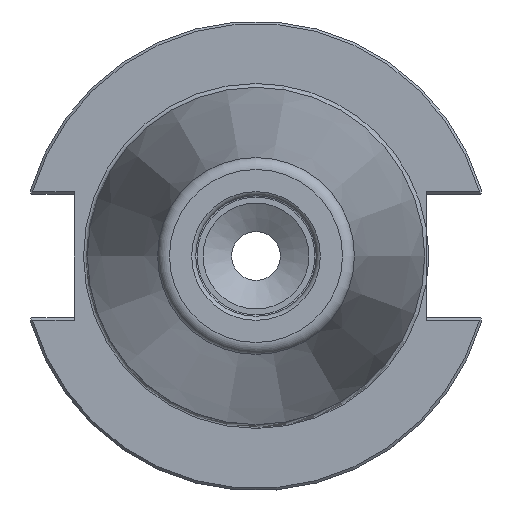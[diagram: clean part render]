
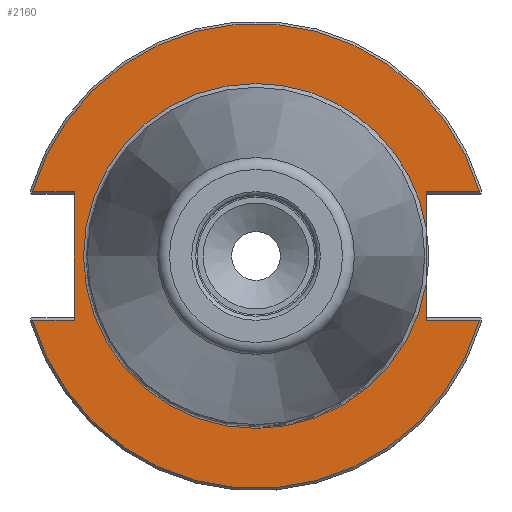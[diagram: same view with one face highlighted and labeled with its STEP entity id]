
A CAD part, left-side view. The second image highlights one B-rep face of the part: STEP entity #2160.
In plain terms, the highlighted planar face has unit normal (-1, 0, 0).
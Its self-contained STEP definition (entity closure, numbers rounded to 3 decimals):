
#99=PLANE('',#2358);
#175=LINE('',#3413,#283);
#179=LINE('',#3421,#287);
#180=LINE('',#3425,#288);
#181=LINE('',#3427,#289);
#182=LINE('',#3429,#290);
#183=LINE('',#3433,#291);
#184=LINE('',#3435,#292);
#283=VECTOR('',#2744,10.);
#287=VECTOR('',#2750,10.);
#288=VECTOR('',#2753,10.);
#289=VECTOR('',#2754,10.);
#290=VECTOR('',#2755,10.);
#291=VECTOR('',#2758,10.);
#292=VECTOR('',#2759,10.);
#429=FACE_OUTER_BOUND('',#549,.T.);
#549=EDGE_LOOP('',(#1563,#1564,#1565,#1566,#1567,#1568,#1569,#1570,#1571,
#1572,#1573));
#712=CIRCLE('',#2359,48.25);
#713=CIRCLE('',#2360,48.25);
#714=CIRCLE('',#2361,35.8);
#715=CIRCLE('',#2362,35.8);
#882=VERTEX_POINT('',#3408);
#883=VERTEX_POINT('',#3412);
#886=VERTEX_POINT('',#3420);
#887=VERTEX_POINT('',#3422);
#888=VERTEX_POINT('',#3424);
#889=VERTEX_POINT('',#3426);
#890=VERTEX_POINT('',#3428);
#891=VERTEX_POINT('',#3430);
#892=VERTEX_POINT('',#3432);
#893=VERTEX_POINT('',#3434);
#894=VERTEX_POINT('',#3436);
#1144=EDGE_CURVE('',#882,#883,#175,.T.);
#1148=EDGE_CURVE('',#886,#883,#179,.T.);
#1149=EDGE_CURVE('',#887,#882,#712,.T.);
#1150=EDGE_CURVE('',#888,#887,#180,.T.);
#1151=EDGE_CURVE('',#888,#889,#181,.T.);
#1152=EDGE_CURVE('',#890,#889,#182,.T.);
#1153=EDGE_CURVE('',#891,#890,#713,.T.);
#1154=EDGE_CURVE('',#892,#891,#183,.T.);
#1155=EDGE_CURVE('',#892,#893,#184,.T.);
#1156=EDGE_CURVE('',#893,#894,#714,.T.);
#1157=EDGE_CURVE('',#894,#886,#715,.T.);
#1563=ORIENTED_EDGE('',*,*,#1148,.T.);
#1564=ORIENTED_EDGE('',*,*,#1144,.F.);
#1565=ORIENTED_EDGE('',*,*,#1149,.F.);
#1566=ORIENTED_EDGE('',*,*,#1150,.F.);
#1567=ORIENTED_EDGE('',*,*,#1151,.T.);
#1568=ORIENTED_EDGE('',*,*,#1152,.F.);
#1569=ORIENTED_EDGE('',*,*,#1153,.F.);
#1570=ORIENTED_EDGE('',*,*,#1154,.F.);
#1571=ORIENTED_EDGE('',*,*,#1155,.T.);
#1572=ORIENTED_EDGE('',*,*,#1156,.T.);
#1573=ORIENTED_EDGE('',*,*,#1157,.T.);
#2160=ADVANCED_FACE('',(#429),#99,.T.);
#2358=AXIS2_PLACEMENT_3D('',#3419,#2748,#2749);
#2359=AXIS2_PLACEMENT_3D('',#3423,#2751,#2752);
#2360=AXIS2_PLACEMENT_3D('',#3431,#2756,#2757);
#2361=AXIS2_PLACEMENT_3D('',#3437,#2760,#2761);
#2362=AXIS2_PLACEMENT_3D('',#3438,#2762,#2763);
#2744=DIRECTION('',(0.,1.,0.));
#2748=DIRECTION('center_axis',(-1.,0.,0.));
#2749=DIRECTION('ref_axis',(0.,0.,1.));
#2750=DIRECTION('',(0.,0.,1.));
#2751=DIRECTION('center_axis',(1.,0.,0.));
#2752=DIRECTION('ref_axis',(0.,0.,-1.));
#2753=DIRECTION('',(0.,1.,0.));
#2754=DIRECTION('',(0.,0.,-1.));
#2755=DIRECTION('',(0.,-1.,0.));
#2756=DIRECTION('center_axis',(1.,0.,0.));
#2757=DIRECTION('ref_axis',(0.,0.,-1.));
#2758=DIRECTION('',(0.,-1.,0.));
#2759=DIRECTION('',(0.,0.,1.));
#2760=DIRECTION('center_axis',(1.,0.,0.));
#2761=DIRECTION('ref_axis',(0.,0.,-1.));
#2762=DIRECTION('center_axis',(1.,0.,0.));
#2763=DIRECTION('ref_axis',(0.,0.,-1.));
#3408=CARTESIAN_POINT('',(1.5,-46.373,13.325));
#3412=CARTESIAN_POINT('',(1.5,-35.3,13.325));
#3413=CARTESIAN_POINT('',(1.5,6.475,13.325));
#3419=CARTESIAN_POINT('Origin',(1.5,48.25,0.));
#3420=CARTESIAN_POINT('',(1.5,-35.3,5.962));
#3421=CARTESIAN_POINT('',(1.5,-35.3,-6.413));
#3422=CARTESIAN_POINT('',(1.5,46.373,13.325));
#3423=CARTESIAN_POINT('Origin',(1.5,0.,
0.));
#3424=CARTESIAN_POINT('',(1.5,37.7,13.325));
#3425=CARTESIAN_POINT('',(1.5,61.395,13.325));
#3426=CARTESIAN_POINT('',(1.5,37.7,-13.325));
#3427=CARTESIAN_POINT('',(1.5,37.7,6.413));
#3428=CARTESIAN_POINT('',(1.5,46.373,-13.325));
#3429=CARTESIAN_POINT('',(1.5,42.975,-13.325));
#3430=CARTESIAN_POINT('',(1.5,-46.373,-13.325));
#3431=CARTESIAN_POINT('Origin',(1.5,0.,
0.));
#3432=CARTESIAN_POINT('',(1.5,-35.3,-13.325));
#3433=CARTESIAN_POINT('',(1.5,-13.707,-13.325));
#3434=CARTESIAN_POINT('',(1.5,-35.3,-5.962));
#3435=CARTESIAN_POINT('',(1.5,-35.3,-6.413));
#3436=CARTESIAN_POINT('',(1.5,0.,35.8));
#3437=CARTESIAN_POINT('Origin',(1.5,0.,
0.));
#3438=CARTESIAN_POINT('Origin',(1.5,0.,
0.));
